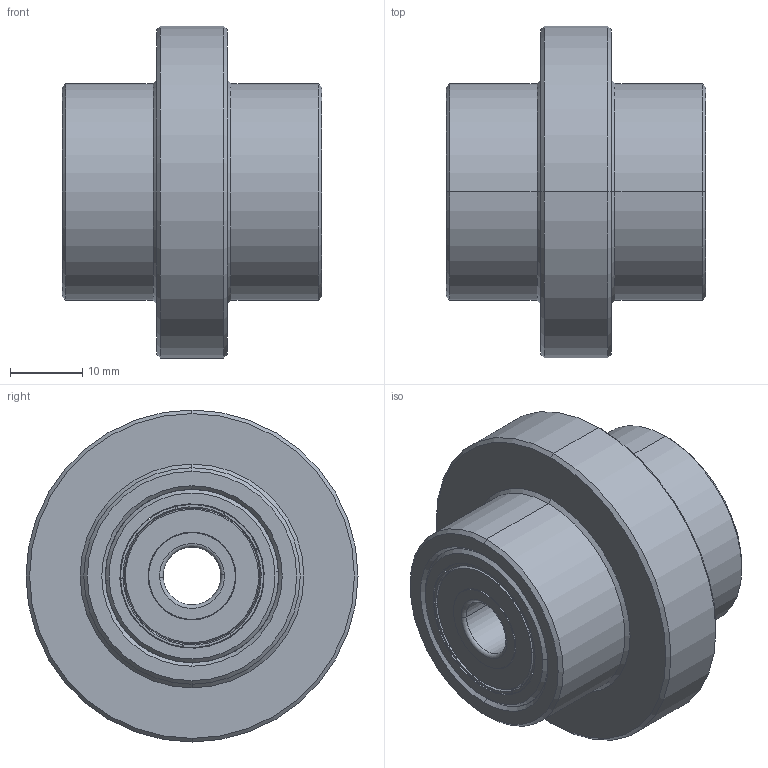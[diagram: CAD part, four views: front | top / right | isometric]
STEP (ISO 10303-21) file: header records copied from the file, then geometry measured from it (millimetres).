
FILE_DESCRIPTION (( 'STEP AP214' ), '1' );
FILE_NAME ('A673 Ïëàñòèêîâûé ðîëèê O 46 ìì äëÿ ïàçà 10.STEP', '2023-01-12T07:55:34', ( '' ), ( '' ), 'SwSTEP 2.0', 'SolidWorks 2022', '' );
FILE_SCHEMA (( 'AUTOMOTIVE_DESIGN' ));
Length unit declared in the file: millimetre
Products named in the file (3): A673 Пластиковый ролик Ø 46 мм для паза 10; Подшипник L36S8
Assembly tree (3 placements, depth 2):
  A673 Пластиковый ролик Ø 46 мм для паза 10
    A673 Пластиковый ролик Ø 46 мм для паза 10
    Подшипник L36S8  x2
Bounding box: 36 x 46 x 46 mm (x, y, z)
Volume: 27356.7 mm3; surface area: 15208.1 mm2
Topology: 7 solids, 7 shells, 246 faces, 644 edges, 416 vertices
Faces by surface type: plane 162, cylinder 36, cone 24, bspline 16, torus 8
Entity records: 4568 total; most frequent: CARTESIAN_POINT 1018, DIRECTION 748, ORIENTED_EDGE 712, EDGE_CURVE 356, AXIS2_PLACEMENT_3D 298, VERTEX_POINT 228, CIRCLE 160, VECTOR 152
